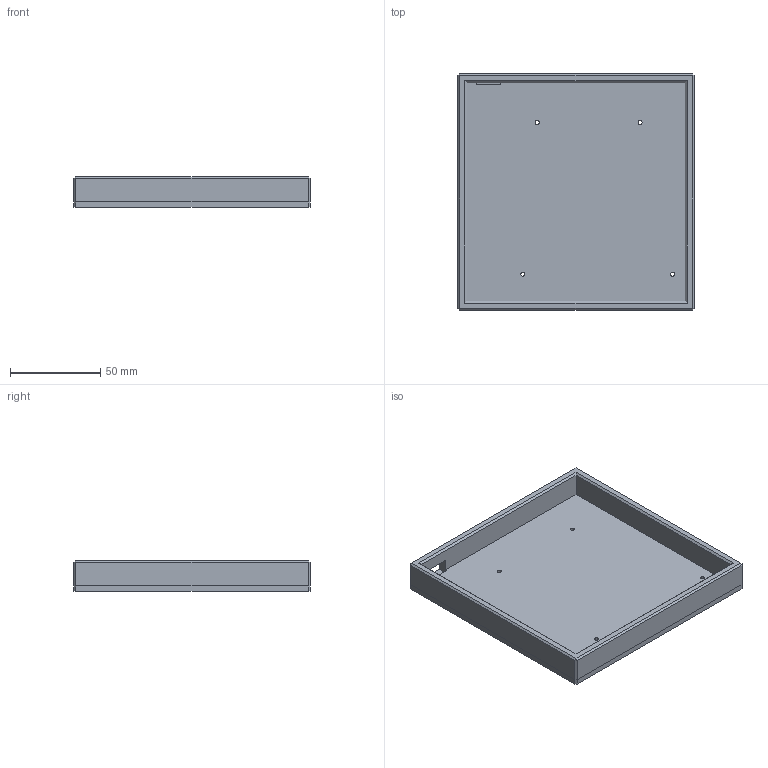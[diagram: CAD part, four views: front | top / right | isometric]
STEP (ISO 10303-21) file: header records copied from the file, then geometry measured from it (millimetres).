
FILE_DESCRIPTION(('FreeCAD Model'),'2;1');
FILE_NAME('Open CASCADE Shape Model','2023-11-23T21:01:10',(''),(''), 'Open CASCADE STEP processor 7.6','FreeCAD','Unknown');
FILE_SCHEMA(('AUTOMOTIVE_DESIGN { 1 0 10303 214 1 1 1 1 }'));
Length unit declared in the file: millimetre
Products named in the file (1): Chamfer
Bounding box: 131 x 131 x 17 mm (x, y, z)
Volume: 85580 mm3; surface area: 49474.9 mm2
Topology: 1 solids, 1 shells, 44 faces, 105 edges, 62 vertices
Faces by surface type: plane 40, cylinder 4
Full cylindrical faces by diameter (mm): 2.2 x4
Entity records: 2612 total; most frequent: CARTESIAN_POINT 442, DIRECTION 393, LINE 279, VECTOR 279, ORIENTED_EDGE 210, PCURVE 210, DEFINITIONAL_REPRESENTATION 210, EDGE_CURVE 105
